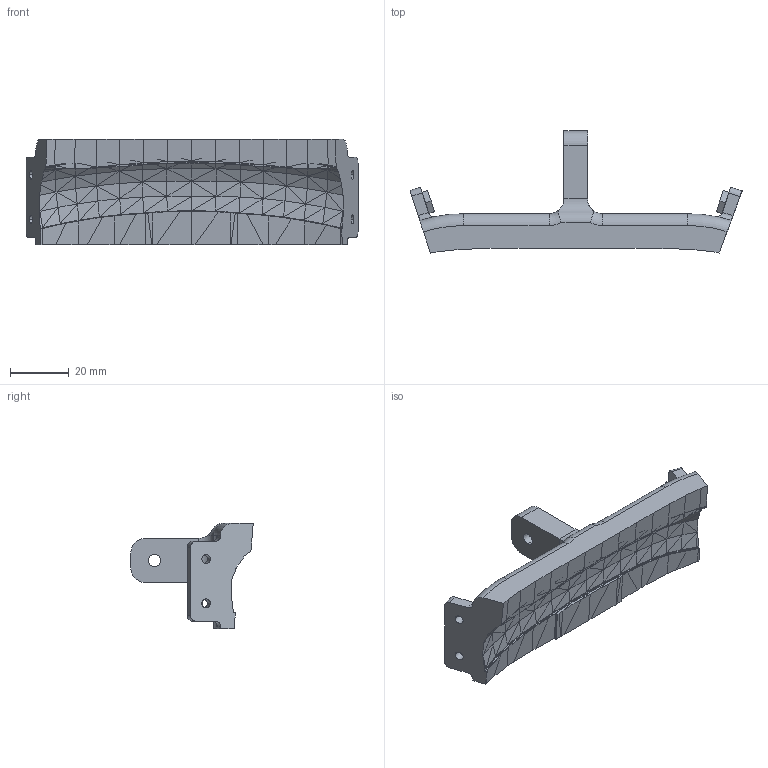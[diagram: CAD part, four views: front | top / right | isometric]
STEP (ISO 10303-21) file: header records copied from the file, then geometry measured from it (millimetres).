
FILE_DESCRIPTION (( 'STEP AP214' ), '1' );
FILE_NAME ('Top.STEP', '2024-05-29T12:03:50', ( '' ), ( '' ), 'SwSTEP 2.0', 'SolidWorks 2024', '' );
FILE_SCHEMA (( 'AUTOMOTIVE_DESIGN' ));
Length unit declared in the file: millimetre
Products named in the file (1): Top
Bounding box: 113.17 x 41.74 x 35.85 mm (x, y, z)
Volume: 29404 mm3; surface area: 13482.1 mm2
Topology: 1 solids, 1 shells, 506 faces, 1036 edges, 536 vertices
Faces by surface type: plane 471, cylinder 27, torus 8
Entity records: 12643 total; most frequent: CARTESIAN_POINT 2357, ORIENTED_EDGE 2072, DIRECTION 2050, EDGE_CURVE 1036, VECTOR 952, LINE 952, AXIS2_PLACEMENT_3D 549, VERTEX_POINT 536
